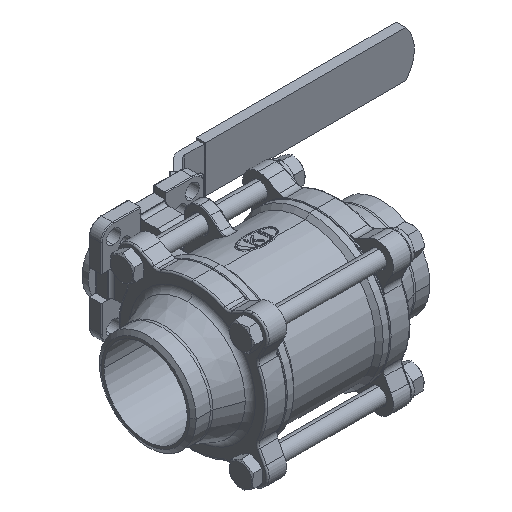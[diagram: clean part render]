
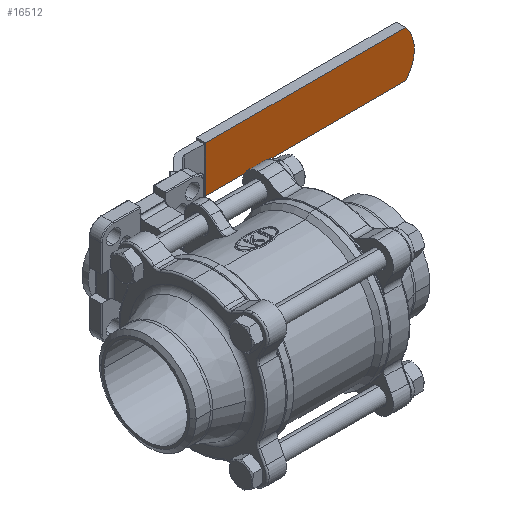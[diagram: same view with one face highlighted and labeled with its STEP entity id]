
A CAD part, isometric view. The second image highlights one B-rep face of the part: STEP entity #16512.
In plain terms, the highlighted planar face has unit normal (0, -1, 0).
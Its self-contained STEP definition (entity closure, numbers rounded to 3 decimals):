
#2407 = ORIENTED_EDGE ( 'NONE', *, *, #20541, .T. ) ;
#2447 = LINE ( 'NONE', #13299, #68399 ) ;
#9877 = EDGE_CURVE ( 'NONE', #26732, #28136, #41707, .T. ) ;
#12315 = VERTEX_POINT ( 'NONE', #66554 ) ;
#13299 = CARTESIAN_POINT ( 'NONE',  ( 65.57, 102.73, 14.5 ) ) ;
#14217 = FACE_OUTER_BOUND ( 'NONE', #48527, .T. ) ;
#15012 = DIRECTION ( 'NONE',  ( 0., 1., 0. ) ) ;
#16512 = ADVANCED_FACE ( 'NONE', ( #14217 ), #52117, .F. ) ;
#20541 = EDGE_CURVE ( 'NONE', #30521, #26732, #2447, .T. ) ;
#24797 = AXIS2_PLACEMENT_3D ( 'NONE', #33451, #15012, #58328 ) ;
#26732 = VERTEX_POINT ( 'NONE', #33522 ) ;
#27985 = DIRECTION ( 'NONE',  ( 0., -1., 0. ) ) ;
#28136 = VERTEX_POINT ( 'NONE', #76652 ) ;
#28848 = AXIS2_PLACEMENT_3D ( 'NONE', #65065, #27985, #71281 ) ;
#29748 = LINE ( 'NONE', #65310, #79181 ) ;
#30521 = VERTEX_POINT ( 'NONE', #44468 ) ;
#33451 = CARTESIAN_POINT ( 'NONE',  ( 65.57, 102.73, 14.5 ) ) ;
#33522 = CARTESIAN_POINT ( 'NONE',  ( 65.57, 102.73, -14.5 ) ) ;
#34446 = CARTESIAN_POINT ( 'NONE',  ( 65.57, 102.73, -14.5 ) ) ;
#41707 = LINE ( 'NONE', #34446, #74663 ) ;
#44449 = DIRECTION ( 'NONE',  ( 0., 0., -1. ) ) ;
#44468 = CARTESIAN_POINT ( 'NONE',  ( 65.57, 102.73, 14.5 ) ) ;
#44585 = ORIENTED_EDGE ( 'NONE', *, *, #48964, .T. ) ;
#47542 = ORIENTED_EDGE ( 'NONE', *, *, #9877, .T. ) ;
#48527 = EDGE_LOOP ( 'NONE', ( #47542, #44585, #80381, #2407 ) ) ;
#48964 = EDGE_CURVE ( 'NONE', #28136, #12315, #79120, .T. ) ;
#52117 = PLANE ( 'NONE',  #24797 ) ;
#58328 = DIRECTION ( 'NONE',  ( 0., 0., 1. ) ) ;
#65065 = CARTESIAN_POINT ( 'NONE',  ( 175., 102.73, 0. ) ) ;
#65310 = CARTESIAN_POINT ( 'NONE',  ( 65.57, 102.73, 14.5 ) ) ;
#65586 = DIRECTION ( 'NONE',  ( 1., 0., 0. ) ) ;
#66554 = CARTESIAN_POINT ( 'NONE',  ( 191.545, 102.73, 14.5 ) ) ;
#68399 = VECTOR ( 'NONE', #44449, 1000. ) ;
#71281 = DIRECTION ( 'NONE',  ( 0., 0., 1. ) ) ;
#74663 = VECTOR ( 'NONE', #77751, 1000. ) ;
#76652 = CARTESIAN_POINT ( 'NONE',  ( 191.545, 102.73, -14.5 ) ) ;
#77751 = DIRECTION ( 'NONE',  ( 1., 0., 0. ) ) ;
#79120 = CIRCLE ( 'NONE', #28848, 22. ) ;
#79181 = VECTOR ( 'NONE', #65586, 1000. ) ;
#79692 = EDGE_CURVE ( 'NONE', #30521, #12315, #29748, .T. ) ;
#80381 = ORIENTED_EDGE ( 'NONE', *, *, #79692, .F. ) ;
